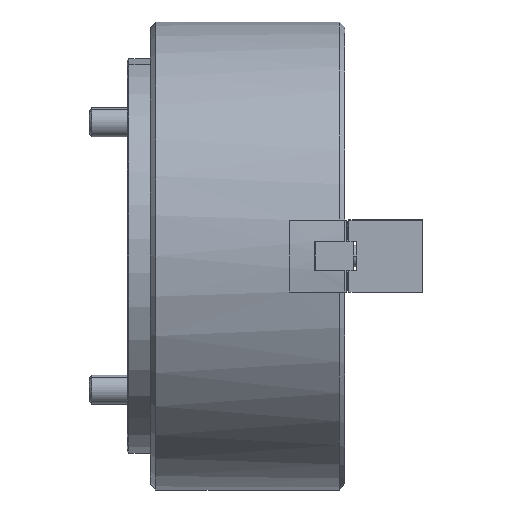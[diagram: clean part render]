
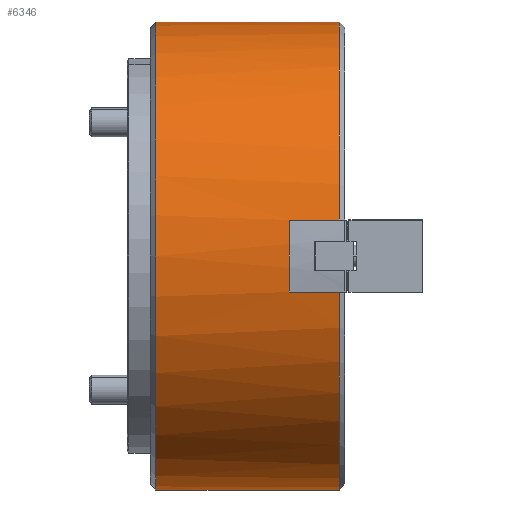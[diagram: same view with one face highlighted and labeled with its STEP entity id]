
A CAD part, front view. The second image highlights one B-rep face of the part: STEP entity #6346.
In plain terms, the highlighted cylindrical face has radius 130 mm (diameter 260 mm), a partial arc.
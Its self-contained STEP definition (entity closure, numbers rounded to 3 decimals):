
#524 = EDGE_CURVE ( 'NONE', #23440, #17484, #24253, .T. ) ;
#1107 = EDGE_CURVE ( 'NONE', #39546, #11465, #18780, .T. ) ;
#1518 = ORIENTED_EDGE ( 'NONE', *, *, #23188, .T. ) ;
#1667 = LINE ( 'NONE', #27069, #27186 ) ;
#3144 = CARTESIAN_POINT ( 'NONE',  ( -3., 0., 0. ) ) ;
#3790 = ORIENTED_EDGE ( 'NONE', *, *, #25214, .T. ) ;
#5510 = ORIENTED_EDGE ( 'NONE', *, *, #37542, .T. ) ;
#5738 = VERTEX_POINT ( 'NONE', #7221 ) ;
#5808 = DIRECTION ( 'NONE',  ( 1., 0., 0. ) ) ;
#5979 = AXIS2_PLACEMENT_3D ( 'NONE', #35691, #32175, #25246 ) ;
#6032 = CARTESIAN_POINT ( 'NONE',  ( 0., 0., 130. ) ) ;
#6346 = ADVANCED_FACE ( 'NONE', ( #29800 ), #19502, .T. ) ;
#6867 = EDGE_LOOP ( 'NONE', ( #13188, #3790, #1518, #37248, #39677, #26830, #5510, #17110 ) ) ;
#7221 = CARTESIAN_POINT ( 'NONE',  ( -105., 0., -130. ) ) ;
#7306 = CARTESIAN_POINT ( 'NONE',  ( -105., 0., 0. ) ) ;
#8095 = CARTESIAN_POINT ( 'NONE',  ( -31., -128.452, -20. ) ) ;
#9272 = DIRECTION ( 'NONE',  ( -1., 0., 0. ) ) ;
#9542 = DIRECTION ( 'NONE',  ( 1., 0., 0. ) ) ;
#9946 = CARTESIAN_POINT ( 'NONE',  ( -3., -128.452, -20. ) ) ;
#9963 = CIRCLE ( 'NONE', #29409, 130. ) ;
#10011 = VERTEX_POINT ( 'NONE', #9946 ) ;
#10810 = DIRECTION ( 'NONE',  ( 0., 0., 1. ) ) ;
#11465 = VERTEX_POINT ( 'NONE', #30987 ) ;
#11828 = DIRECTION ( 'NONE',  ( 0., 0., -1. ) ) ;
#12023 = LINE ( 'NONE', #6032, #38600 ) ;
#12428 = CARTESIAN_POINT ( 'NONE',  ( -3., -128.452, 20. ) ) ;
#12516 = EDGE_CURVE ( 'NONE', #29728, #11465, #12023, .T. ) ;
#12895 = VECTOR ( 'NONE', #5808, 1000. ) ;
#12978 = CARTESIAN_POINT ( 'NONE',  ( 0., 0., -130. ) ) ;
#13188 = ORIENTED_EDGE ( 'NONE', *, *, #12516, .F. ) ;
#13233 = EDGE_CURVE ( 'NONE', #10011, #23440, #1667, .T. ) ;
#13966 = LINE ( 'NONE', #12978, #12895 ) ;
#17110 = ORIENTED_EDGE ( 'NONE', *, *, #1107, .T. ) ;
#17484 = VERTEX_POINT ( 'NONE', #44804 ) ;
#17499 = DIRECTION ( 'NONE',  ( 1., 0., 0. ) ) ;
#18420 = AXIS2_PLACEMENT_3D ( 'NONE', #3144, #23726, #30671 ) ;
#18780 = CIRCLE ( 'NONE', #18420, 130. ) ;
#19502 = CYLINDRICAL_SURFACE ( 'NONE', #5979, 130. ) ;
#22004 = EDGE_CURVE ( 'NONE', #28813, #10011, #42276, .T. ) ;
#23188 = EDGE_CURVE ( 'NONE', #5738, #28813, #13966, .T. ) ;
#23432 = DIRECTION ( 'NONE',  ( -1., 0., 0. ) ) ;
#23440 = VERTEX_POINT ( 'NONE', #8095 ) ;
#23726 = DIRECTION ( 'NONE',  ( -1., 0., 0. ) ) ;
#24253 = CIRCLE ( 'NONE', #27980, 130. ) ;
#25214 = EDGE_CURVE ( 'NONE', #29728, #5738, #9963, .T. ) ;
#25246 = DIRECTION ( 'NONE',  ( 0., 0., -1. ) ) ;
#26684 = AXIS2_PLACEMENT_3D ( 'NONE', #30049, #9272, #33507 ) ;
#26822 = DIRECTION ( 'NONE',  ( -1., 0., 0. ) ) ;
#26830 = ORIENTED_EDGE ( 'NONE', *, *, #524, .T. ) ;
#27069 = CARTESIAN_POINT ( 'NONE',  ( 0., -128.452, -20. ) ) ;
#27186 = VECTOR ( 'NONE', #23432, 1000. ) ;
#27980 = AXIS2_PLACEMENT_3D ( 'NONE', #43538, #26822, #11828 ) ;
#28749 = LINE ( 'NONE', #38278, #29842 ) ;
#28813 = VERTEX_POINT ( 'NONE', #40647 ) ;
#29409 = AXIS2_PLACEMENT_3D ( 'NONE', #7306, #31568, #10810 ) ;
#29728 = VERTEX_POINT ( 'NONE', #32937 ) ;
#29800 = FACE_OUTER_BOUND ( 'NONE', #6867, .T. ) ;
#29842 = VECTOR ( 'NONE', #17499, 1000. ) ;
#30049 = CARTESIAN_POINT ( 'NONE',  ( -3., 0., 0. ) ) ;
#30671 = DIRECTION ( 'NONE',  ( 0., 0., -1. ) ) ;
#30987 = CARTESIAN_POINT ( 'NONE',  ( -3., 0., 130. ) ) ;
#31568 = DIRECTION ( 'NONE',  ( 1., 0., 0. ) ) ;
#32175 = DIRECTION ( 'NONE',  ( 1., 0., 0. ) ) ;
#32937 = CARTESIAN_POINT ( 'NONE',  ( -105., 0., 130. ) ) ;
#33507 = DIRECTION ( 'NONE',  ( 0., 0., -1. ) ) ;
#35691 = CARTESIAN_POINT ( 'NONE',  ( 0., 0., 0. ) ) ;
#37248 = ORIENTED_EDGE ( 'NONE', *, *, #22004, .T. ) ;
#37542 = EDGE_CURVE ( 'NONE', #17484, #39546, #28749, .T. ) ;
#38278 = CARTESIAN_POINT ( 'NONE',  ( 0., -128.452, 20. ) ) ;
#38600 = VECTOR ( 'NONE', #9542, 1000. ) ;
#39546 = VERTEX_POINT ( 'NONE', #12428 ) ;
#39677 = ORIENTED_EDGE ( 'NONE', *, *, #13233, .T. ) ;
#40647 = CARTESIAN_POINT ( 'NONE',  ( -3., 0., -130. ) ) ;
#42276 = CIRCLE ( 'NONE', #26684, 130. ) ;
#43538 = CARTESIAN_POINT ( 'NONE',  ( -31., 0., 0. ) ) ;
#44804 = CARTESIAN_POINT ( 'NONE',  ( -31., -128.452, 20. ) ) ;
